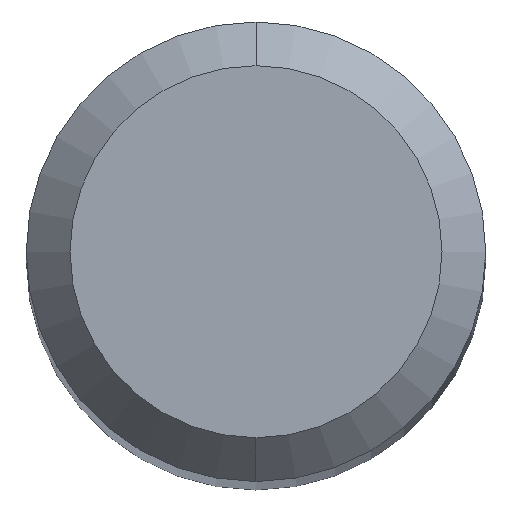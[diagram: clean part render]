
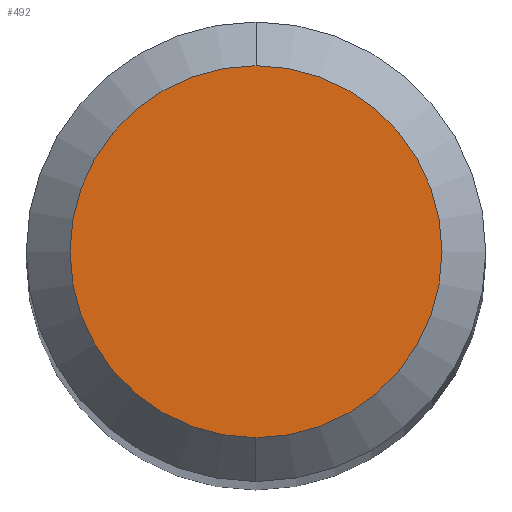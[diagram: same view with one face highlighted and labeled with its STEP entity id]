
A CAD part, top view. The second image highlights one B-rep face of the part: STEP entity #492.
In plain terms, the highlighted planar face has unit normal (0, 0, 1).
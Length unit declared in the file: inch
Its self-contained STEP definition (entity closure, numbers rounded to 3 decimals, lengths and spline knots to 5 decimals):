
#2 = DIRECTION ( 'NONE',  ( 0., 0., 1. ) ) ;
#7 = PLANE ( 'NONE',  #394 ) ;
#43 = AXIS2_PLACEMENT_3D ( 'NONE', #397, #2, #113 ) ;
#86 = CARTESIAN_POINT ( 'NONE',  ( 0., -0.06375, 0. ) ) ;
#113 = DIRECTION ( 'NONE',  ( 0., -1., 0. ) ) ;
#137 = DIRECTION ( 'NONE',  ( 0., 0., 1. ) ) ;
#147 = EDGE_CURVE ( 'NONE', #247, #184, #359, .T. ) ;
#175 = DIRECTION ( 'NONE',  ( 0., 1., 0. ) ) ;
#184 = VERTEX_POINT ( 'NONE', #204 ) ;
#204 = CARTESIAN_POINT ( 'NONE',  ( 0., 0.06375, 0. ) ) ;
#247 = VERTEX_POINT ( 'NONE', #86 ) ;
#248 = CARTESIAN_POINT ( 'NONE',  ( 0., 0.06375, 0. ) ) ;
#258 = CIRCLE ( 'NONE', #43, 0.06375 ) ;
#266 = FACE_OUTER_BOUND ( 'NONE', #323, .T. ) ;
#276 = AXIS2_PLACEMENT_3D ( 'NONE', #445, #137, #292 ) ;
#292 = DIRECTION ( 'NONE',  ( 0., -1., 0. ) ) ;
#307 = ORIENTED_EDGE ( 'NONE', *, *, #147, .T. ) ;
#323 = EDGE_LOOP ( 'NONE', ( #408, #307 ) ) ;
#359 = CIRCLE ( 'NONE', #276, 0.06375 ) ;
#367 = EDGE_CURVE ( 'NONE', #184, #247, #258, .T. ) ;
#394 = AXIS2_PLACEMENT_3D ( 'NONE', #248, #484, #175 ) ;
#397 = CARTESIAN_POINT ( 'NONE',  ( 0., 0., 0. ) ) ;
#408 = ORIENTED_EDGE ( 'NONE', *, *, #367, .T. ) ;
#445 = CARTESIAN_POINT ( 'NONE',  ( 0., 0., 0. ) ) ;
#484 = DIRECTION ( 'NONE',  ( 0., 0., -1. ) ) ;
#492 = ADVANCED_FACE ( 'NONE', ( #266 ), #7, .F. ) ;
